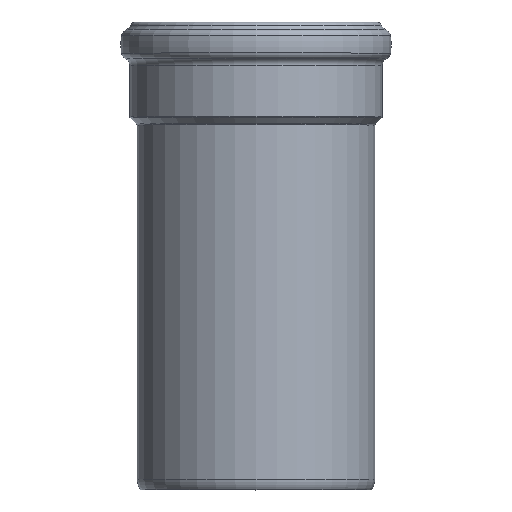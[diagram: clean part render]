
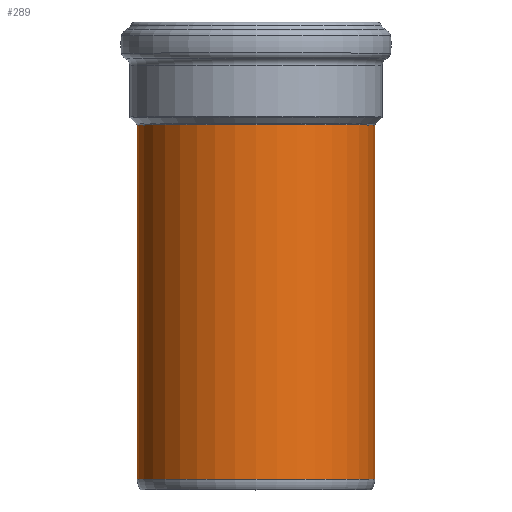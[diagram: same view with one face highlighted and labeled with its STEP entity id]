
A CAD part, top view. The second image highlights one B-rep face of the part: STEP entity #289.
In plain terms, the highlighted cylindrical face has radius 80 mm (diameter 160 mm), a full revolution.
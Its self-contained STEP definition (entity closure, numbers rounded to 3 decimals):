
#21=CYLINDRICAL_SURFACE('',#324,80.);
#30=FACE_BOUND('',#89,.T.);
#57=FACE_OUTER_BOUND('',#88,.T.);
#88=EDGE_LOOP('',(#223));
#89=EDGE_LOOP('',(#224));
#139=CIRCLE('',#323,80.);
#140=CIRCLE('',#325,80.);
#166=VERTEX_POINT('',#493);
#167=VERTEX_POINT('',#496);
#193=EDGE_CURVE('',#166,#166,#139,.T.);
#194=EDGE_CURVE('',#167,#167,#140,.T.);
#223=ORIENTED_EDGE('',*,*,#194,.F.);
#224=ORIENTED_EDGE('',*,*,#193,.F.);
#289=ADVANCED_FACE('',(#57,#30),#21,.T.);
#323=AXIS2_PLACEMENT_3D('',#494,#388,#389);
#324=AXIS2_PLACEMENT_3D('',#495,#390,#391);
#325=AXIS2_PLACEMENT_3D('',#497,#392,#393);
#388=DIRECTION('center_axis',(0.,1.,0.));
#389=DIRECTION('ref_axis',(-1.,0.,0.));
#390=DIRECTION('center_axis',(0.,-1.,0.));
#391=DIRECTION('ref_axis',(1.,0.,0.));
#392=DIRECTION('center_axis',(0.,-1.,0.));
#393=DIRECTION('ref_axis',(1.,0.,0.));
#493=CARTESIAN_POINT('',(80.,245.548,0.));
#494=CARTESIAN_POINT('Origin',(0.,245.548,0.));
#495=CARTESIAN_POINT('Origin',(0.,126.481,0.));
#496=CARTESIAN_POINT('',(80.,7.,0.));
#497=CARTESIAN_POINT('Origin',(0.,7.,0.));
